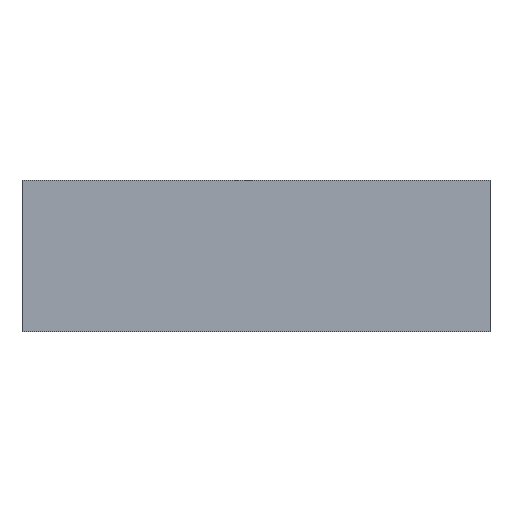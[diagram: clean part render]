
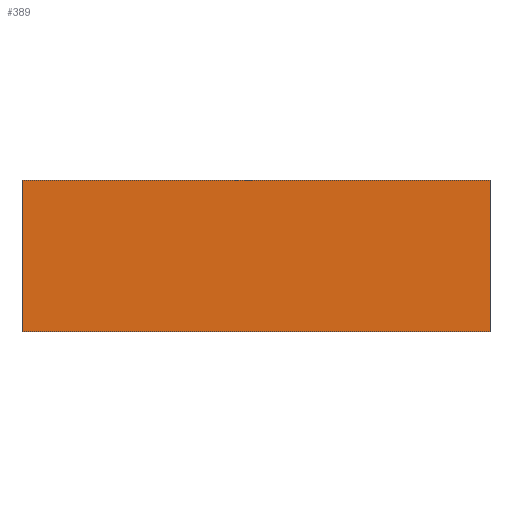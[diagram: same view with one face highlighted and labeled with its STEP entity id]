
A CAD part, left-side view. The second image highlights one B-rep face of the part: STEP entity #389.
In plain terms, the highlighted planar face has unit normal (-1, 0, 0).
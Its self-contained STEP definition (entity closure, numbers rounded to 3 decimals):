
#77=FACE_OUTER_BOUND('',#113,.T.);
#113=EDGE_LOOP('',(#338,#339,#340,#341,#342));
#122=LINE('',#573,#152);
#140=LINE('',#654,#170);
#142=LINE('',#657,#172);
#143=LINE('',#659,#173);
#144=LINE('',#660,#174);
#152=VECTOR('',#456,10.);
#170=VECTOR('',#544,10.);
#172=VECTOR('',#548,10.);
#173=VECTOR('',#549,10.);
#174=VECTOR('',#550,10.);
#182=VERTEX_POINT('',#570);
#183=VERTEX_POINT('',#572);
#210=VERTEX_POINT('',#651);
#211=VERTEX_POINT('',#653);
#212=VERTEX_POINT('',#658);
#218=EDGE_CURVE('',#182,#183,#122,.T.);
#256=EDGE_CURVE('',#211,#210,#140,.T.);
#258=EDGE_CURVE('',#210,#183,#142,.T.);
#259=EDGE_CURVE('',#212,#182,#143,.T.);
#260=EDGE_CURVE('',#211,#212,#144,.T.);
#338=ORIENTED_EDGE('',*,*,#256,.T.);
#339=ORIENTED_EDGE('',*,*,#258,.T.);
#340=ORIENTED_EDGE('',*,*,#218,.F.);
#341=ORIENTED_EDGE('',*,*,#259,.F.);
#342=ORIENTED_EDGE('',*,*,#260,.F.);
#369=PLANE('',#443);
#389=ADVANCED_FACE('',(#77),#369,.T.);
#443=AXIS2_PLACEMENT_3D('',#656,#546,#547);
#456=DIRECTION('',(0.,-1.,0.));
#544=DIRECTION('',(0.,-1.,0.));
#546=DIRECTION('center_axis',(-1.,0.,0.));
#547=DIRECTION('ref_axis',(0.,-1.,0.));
#548=DIRECTION('',(0.,0.,1.));
#549=DIRECTION('',(0.,0.,1.));
#550=DIRECTION('',(0.,0.,1.));
#570=CARTESIAN_POINT('',(-72.525,-143.7,255.345));
#572=CARTESIAN_POINT('',(-72.525,-180.7,255.345));
#573=CARTESIAN_POINT('',(-72.525,-129.9,255.345));
#651=CARTESIAN_POINT('',(-72.525,-180.7,243.345));
#653=CARTESIAN_POINT('',(-72.525,-143.7,243.345));
#654=CARTESIAN_POINT('',(-72.525,-129.9,243.345));
#656=CARTESIAN_POINT('Origin',(-72.525,-143.7,243.345));
#657=CARTESIAN_POINT('',(-72.525,-180.7,243.345));
#658=CARTESIAN_POINT('',(-72.525,-143.7,253.345));
#659=CARTESIAN_POINT('',(-72.525,-143.7,253.345));
#660=CARTESIAN_POINT('',(-72.525,-143.7,243.345));
